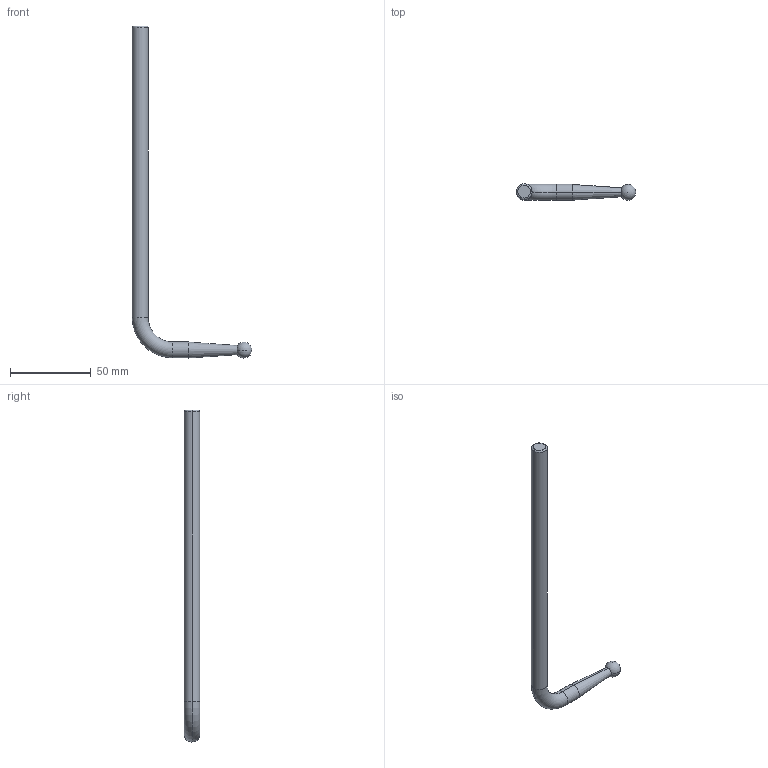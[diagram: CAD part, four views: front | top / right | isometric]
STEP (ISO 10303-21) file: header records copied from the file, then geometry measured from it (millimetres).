
FILE_DESCRIPTION (( 'STEP AP203' ), '1' );
FILE_NAME ('5 tige en L.STEP', '2020-11-27T14:47:51', ( '' ), ( '' ), 'SwSTEP 2.0', 'SolidWorks 2019', '' );
FILE_SCHEMA (( 'CONFIG_CONTROL_DESIGN' ));
Length unit declared in the file: millimetre
Products named in the file (4): tige L partie cone; 5 tige en L; tige en L partie 1; Tige L partie Sphère
Assembly tree (3 placements, depth 2):
  5 tige en L
    tige en L partie 1
    tige L partie cone
    Tige L partie Sphère
Bounding box: 73.82 x 9.8 x 204.99 mm (x, y, z)
Volume: 18619.4 mm3; surface area: 8083.3 mm2
Topology: 3 solids, 3 shells, 16 faces, 31 edges, 19 vertices
Faces by surface type: torus 4, cylinder 4, plane 4, cone 2, sphere 2
Entity records: 792 total; most frequent: DIRECTION 90, CARTESIAN_POINT 64, ORIENTED_EDGE 52, AXIS2_PLACEMENT_3D 42, PERSON_AND_ORGANIZATION 35, DATE_AND_TIME 26, CALENDAR_DATE 26, EDGE_CURVE 26
